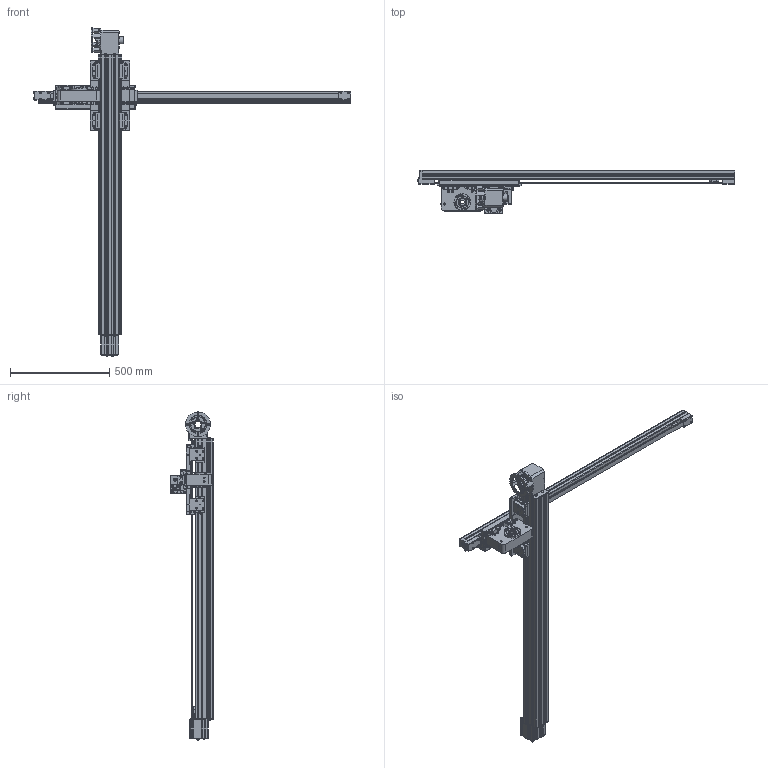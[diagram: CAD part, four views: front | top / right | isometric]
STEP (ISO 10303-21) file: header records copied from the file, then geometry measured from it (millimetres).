
FILE_DESCRIPTION(/* description */ ('EDR90','CAx-IF Rec.Pracs.---Representation and Presentation of Product Manufacturing Information (PMI)---4.0---2014-10-13'),/* implementation_level */ '2;1');
FILE_NAME(/* name */ '837.HHL.L CAD FILE.stp',/* time_stamp */ '2022-07-06T16:51:10+02:00',/* author */ ('Ufficio Tecnico'),/* organization */ (''),/* preprocessor_version */ 'ST-DEVELOPER v18.1',/* originating_system */ 'Autodesk Inventor 2022',/* authorisation */ '');
FILE_SCHEMA (('AP242_MANAGED_MODEL_BASED_3D_ENGINEERING_MIM_LF { 1 0 10303 442 1 1 4 }'));
Products named in the file (14): 837.HHL.L CAD FILE; 813.HHL CAD FILE; Profilo 812; Testata condotta 812; Testata condotta 812_1; Corpo motore 813; Coperchio 812; Carrello 812; Calettatore 813; Flangia riduttore 813; 800.045 CAD FILE; Profilo 800.045; Carrello 800.045; Corpo motore 800.045
Assembly tree (13 placements, depth 4):
  837.HHL.L CAD FILE
    813.HHL CAD FILE
      Profilo 812
      Testata condotta 812
        Testata condotta 812_1
      Corpo motore 813
      Coperchio 812
      Carrello 812
      Calettatore 813
      Flangia riduttore 813
    800.045 CAD FILE
      Profilo 800.045
      Carrello 800.045
      Corpo motore 800.045
Bounding box: 1600.6 x 214.5 x 1653.19 mm (x, y, z)
Volume: 20670597.6 mm3; surface area: 2875920.2 mm2
Topology: 13 solids, 13 shells, 4442 faces, 11622 edges, 7640 vertices
Faces by surface type: plane 3104, cylinder 1045, torus 144, cone 105, sphere 24, bspline 20
Full cylindrical faces by diameter (mm): 3.2 x4, 3.242 x4, 4.134 x38, 4.917 x8, 5.5 x32, 5.571 x8, 6 x34, 6.647 x16, 7 x4, 7.3 x1, 7.6 x6, 8 x48, 8.5 x40, 9 x26, 9.5 x34, 10 x46, 10.5 x24, 11 x20, 12 x6, 13 x8, 14 x9, 16 x1, 32 x1, 35 x2, 36 x3, 40 x3, 43 x2, 46 x1, 60 x2, 72 x2
Entity records: 140759 total; most frequent: CARTESIAN_POINT 26530, ORIENTED_EDGE 23156, DIRECTION 23134, EDGE_CURVE 11578, LINE 8566, VECTOR 8566, VERTEX_POINT 7640, AXIS2_PLACEMENT_3D 7284
